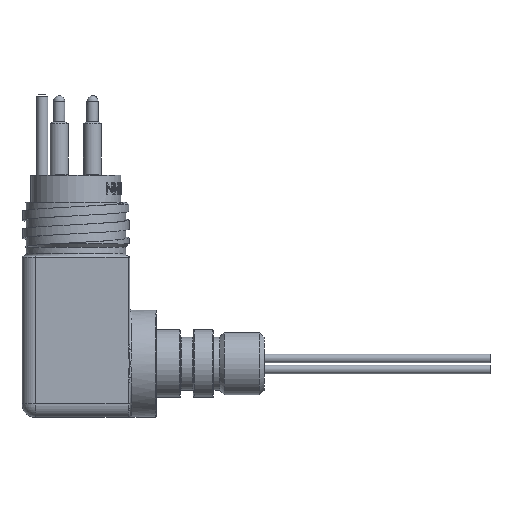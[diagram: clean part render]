
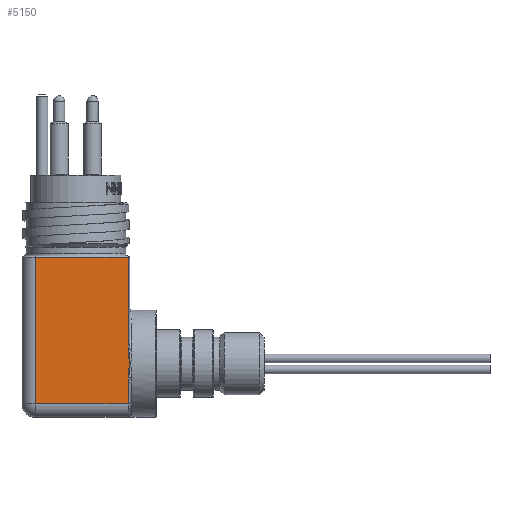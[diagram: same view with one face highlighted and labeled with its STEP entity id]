
A CAD part, left-side view. The second image highlights one B-rep face of the part: STEP entity #5150.
In plain terms, the highlighted planar face has unit normal (-1, 0, 0).
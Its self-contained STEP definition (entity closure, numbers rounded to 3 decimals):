
#322=B_SPLINE_CURVE_WITH_KNOTS('',3,(#17328,#17329,#17330,#17331,#17332,
#17333,#17334),.UNSPECIFIED.,.F.,.F.,(4,3,4),(0.,0.001,0.001),
 .UNSPECIFIED.);
#323=B_SPLINE_CURVE_WITH_KNOTS('',3,(#17336,#17337,#17338,#17339,#17340,
#17341,#17342,#17343,#17344,#17345),.UNSPECIFIED.,.F.,.F.,(4,2,2,2,4),(0.,
0.001,0.003,0.004,0.005),
 .UNSPECIFIED.);
#324=B_SPLINE_CURVE_WITH_KNOTS('',3,(#17347,#17348,#17349,#17350,#17351,
#17352,#17353),.UNSPECIFIED.,.F.,.F.,(4,3,4),(0.,0.001,0.001),
 .UNSPECIFIED.);
#644=LINE('',#17324,#940);
#645=LINE('',#17326,#941);
#646=LINE('',#17355,#942);
#647=LINE('',#17357,#943);
#648=LINE('',#17358,#944);
#940=VECTOR('',#6650,1000.);
#941=VECTOR('',#6651,1000.);
#942=VECTOR('',#6652,1000.);
#943=VECTOR('',#6653,1000.);
#944=VECTOR('',#6654,1000.);
#1247=FACE_OUTER_BOUND('',#1554,.T.);
#1554=EDGE_LOOP('',(#4306,#4307,#4308,#4309,#4310,#4311,#4312,#4313));
#2313=VERTEX_POINT('',#17322);
#2314=VERTEX_POINT('',#17323);
#2315=VERTEX_POINT('',#17325);
#2316=VERTEX_POINT('',#17327);
#2317=VERTEX_POINT('',#17335);
#2318=VERTEX_POINT('',#17346);
#2319=VERTEX_POINT('',#17354);
#2320=VERTEX_POINT('',#17356);
#2998=EDGE_CURVE('',#2313,#2314,#644,.T.);
#2999=EDGE_CURVE('',#2314,#2315,#645,.T.);
#3000=EDGE_CURVE('',#2315,#2316,#322,.T.);
#3001=EDGE_CURVE('',#2316,#2317,#323,.T.);
#3002=EDGE_CURVE('',#2317,#2318,#324,.T.);
#3003=EDGE_CURVE('',#2318,#2319,#646,.T.);
#3004=EDGE_CURVE('',#2319,#2320,#647,.T.);
#3005=EDGE_CURVE('',#2320,#2313,#648,.T.);
#4306=ORIENTED_EDGE('',*,*,#2998,.T.);
#4307=ORIENTED_EDGE('',*,*,#2999,.T.);
#4308=ORIENTED_EDGE('',*,*,#3000,.T.);
#4309=ORIENTED_EDGE('',*,*,#3001,.T.);
#4310=ORIENTED_EDGE('',*,*,#3002,.T.);
#4311=ORIENTED_EDGE('',*,*,#3003,.T.);
#4312=ORIENTED_EDGE('',*,*,#3004,.T.);
#4313=ORIENTED_EDGE('',*,*,#3005,.T.);
#4630=PLANE('',#5579);
#5150=ADVANCED_FACE('',(#1247),#4630,.T.);
#5579=AXIS2_PLACEMENT_3D('',#17321,#6648,#6649);
#6648=DIRECTION('center_axis',(-1.,0.,0.));
#6649=DIRECTION('ref_axis',(0.,1.,0.));
#6650=DIRECTION('',(0.,-1.,0.));
#6651=DIRECTION('',(0.,0.,1.));
#6652=DIRECTION('',(0.,0.,1.));
#6653=DIRECTION('',(0.,1.,0.));
#6654=DIRECTION('',(0.,0.,-1.));
#17321=CARTESIAN_POINT('Origin',(0.,0.,
-38.123));
#17322=CARTESIAN_POINT('',(0.,-2.381,-35.741));
#17323=CARTESIAN_POINT('',(0.,-18.796,-35.741));
#17324=CARTESIAN_POINT('',(0.,-42.85,-35.741));
#17325=CARTESIAN_POINT('',(0.,-18.796,-31.978));
#17326=CARTESIAN_POINT('',(0.,-18.796,-31.176));
#17327=CARTESIAN_POINT('',(0.,-18.851,-31.108));
#17328=CARTESIAN_POINT('Ctrl Pts',(0.,-18.796,
-31.978));
#17329=CARTESIAN_POINT('Ctrl Pts',(0.,-18.796,
-31.748));
#17330=CARTESIAN_POINT('Ctrl Pts',(0.,-18.81,
-31.519));
#17331=CARTESIAN_POINT('Ctrl Pts',(0.,-18.831,
-31.291));
#17332=CARTESIAN_POINT('Ctrl Pts',(0.,-18.837,
-31.23));
#17333=CARTESIAN_POINT('Ctrl Pts',(0.,-18.844,
-31.169));
#17334=CARTESIAN_POINT('Ctrl Pts',(0.,-18.851,
-31.108));
#17335=CARTESIAN_POINT('',(0.,-18.851,-26.088));
#17336=CARTESIAN_POINT('Ctrl Pts',(0.,-18.851,
-31.108));
#17337=CARTESIAN_POINT('Ctrl Pts',(0.,-18.898,
-30.691));
#17338=CARTESIAN_POINT('Ctrl Pts',(0.,-18.926,
-30.273));
#17339=CARTESIAN_POINT('Ctrl Pts',(0.,-18.971,
-29.436));
#17340=CARTESIAN_POINT('Ctrl Pts',(0.,-18.986,
-29.017));
#17341=CARTESIAN_POINT('Ctrl Pts',(0.,-18.986,
-28.179));
#17342=CARTESIAN_POINT('Ctrl Pts',(0.,-18.971,
-27.76));
#17343=CARTESIAN_POINT('Ctrl Pts',(0.,-18.926,
-26.923));
#17344=CARTESIAN_POINT('Ctrl Pts',(0.,-18.898,
-26.505));
#17345=CARTESIAN_POINT('Ctrl Pts',(0.,-18.851,
-26.088));
#17346=CARTESIAN_POINT('',(0.,-18.796,-25.218));
#17347=CARTESIAN_POINT('Ctrl Pts',(0.,-18.851,
-26.088));
#17348=CARTESIAN_POINT('Ctrl Pts',(0.,-18.825,
-25.86));
#17349=CARTESIAN_POINT('Ctrl Pts',(0.,-18.806,
-25.631));
#17350=CARTESIAN_POINT('Ctrl Pts',(0.,-18.799,
-25.402));
#17351=CARTESIAN_POINT('Ctrl Pts',(0.,-18.797,
-25.34));
#17352=CARTESIAN_POINT('Ctrl Pts',(0.,-18.796,
-25.279));
#17353=CARTESIAN_POINT('Ctrl Pts',(0.,-18.796,
-25.218));
#17354=CARTESIAN_POINT('',(0.,-18.796,-9.802));
#17355=CARTESIAN_POINT('',(0.,-18.796,-9.548));
#17356=CARTESIAN_POINT('',(0.,-2.381,-9.802));
#17357=CARTESIAN_POINT('',(0.,0.,-9.802));
#17358=CARTESIAN_POINT('',(0.,-2.381,-38.123));
